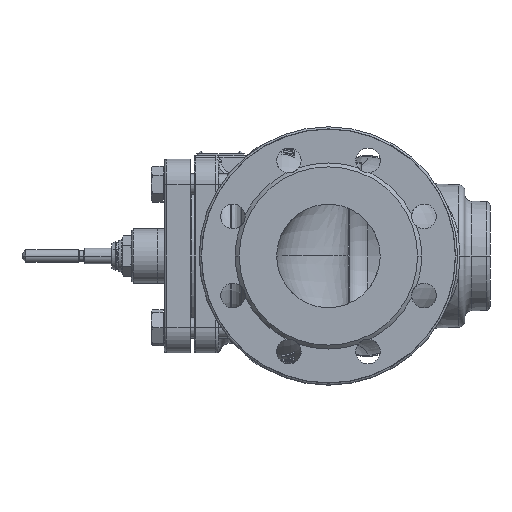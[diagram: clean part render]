
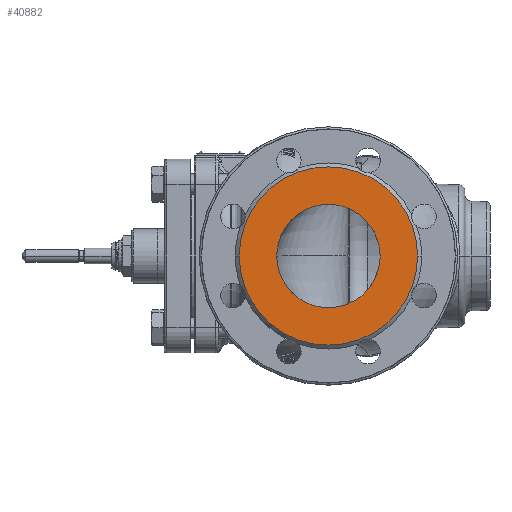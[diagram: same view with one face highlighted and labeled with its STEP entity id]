
A CAD part, left-side view. The second image highlights one B-rep face of the part: STEP entity #40882.
In plain terms, the highlighted planar face has unit normal (-1, 0, 0).
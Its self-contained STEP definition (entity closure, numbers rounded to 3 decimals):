
#5819=CARTESIAN_POINT('',(-155.,-40.,0.));
#5820=CARTESIAN_POINT('',(-155.,-40.,1.309));
#5821=CARTESIAN_POINT('',(-155.,-39.865,
4.044));
#5822=CARTESIAN_POINT('',(-155.,-39.19,
8.443));
#5823=CARTESIAN_POINT('',(-155.,-37.935,12.999));
#5824=CARTESIAN_POINT('',(-155.,-35.438,
19.061));
#5825=CARTESIAN_POINT('',(-155.,-30.818,26.144));
#5826=CARTESIAN_POINT('',(-155.,-23.762,
32.587));
#5827=CARTESIAN_POINT('',(-155.,-16.664,
36.602));
#5828=CARTESIAN_POINT('',(-155.,-11.618,
38.354));
#5829=CARTESIAN_POINT('',(-155.,-8.109,
39.198));
#5830=CARTESIAN_POINT('',(-155.,-5.609,
39.631));
#5831=CARTESIAN_POINT('',(-155.,-3.472,
39.867));
#5832=CARTESIAN_POINT('',(-155.,-1.583,
39.978));
#5833=CARTESIAN_POINT('',(-155.,-0.02,
40.011));
#5834=CARTESIAN_POINT('',(-155.,1.748,39.977));
#5835=CARTESIAN_POINT('',(-155.,3.089,39.886));
#5836=CARTESIAN_POINT('',(-155.,3.764,39.822));
#5838=CARTESIAN_POINT('',(-155.,-40.,0.));
#5948=CARTESIAN_POINT('',(-155.,3.764,39.822));
#5949=CARTESIAN_POINT('',(-155.,5.003,39.705));
#5950=CARTESIAN_POINT('',(-155.,7.5,39.358));
#5951=CARTESIAN_POINT('',(-155.,11.58,38.369));
#5952=CARTESIAN_POINT('',(-155.,15.641,36.896));
#5953=CARTESIAN_POINT('',(-155.,18.089,35.701));
#5954=CARTESIAN_POINT('',(-155.,19.27,35.052));
#5956=CARTESIAN_POINT('',(-155.,3.764,39.822));
#6031=CARTESIAN_POINT('',(-155.,40.,0.));
#6033=CARTESIAN_POINT('',(-155.,19.27,35.052));
#6034=CARTESIAN_POINT('',(-155.,22.422,33.32));
#6035=CARTESIAN_POINT('',(-155.,28.247,29.));
#6036=CARTESIAN_POINT('',(-155.,34.887,20.519));
#6037=CARTESIAN_POINT('',(-155.,39.045,10.653));
#6038=CARTESIAN_POINT('',(-155.,40.,3.56));
#6039=CARTESIAN_POINT('',(-155.,40.,0.));
#6041=CARTESIAN_POINT('',(-155.,19.27,35.052));
#6469=CARTESIAN_POINT('',(-155.,3.764,-39.822));
#6470=CARTESIAN_POINT('',(-155.,3.089,
-39.886));
#6471=CARTESIAN_POINT('',(-155.,1.748,
-39.977));
#6472=CARTESIAN_POINT('',(-155.,-0.02,
-40.011));
#6473=CARTESIAN_POINT('',(-155.,-1.583,
-39.978));
#6474=CARTESIAN_POINT('',(-155.,-3.472,
-39.867));
#6475=CARTESIAN_POINT('',(-155.,-5.609,
-39.631));
#6476=CARTESIAN_POINT('',(-155.,-8.109,
-39.198));
#6477=CARTESIAN_POINT('',(-155.,-11.618,
-38.354));
#6478=CARTESIAN_POINT('',(-155.,-16.664,
-36.602));
#6479=CARTESIAN_POINT('',(-155.,-23.762,
-32.587));
#6480=CARTESIAN_POINT('',(-155.,-30.818,-26.144));
#6481=CARTESIAN_POINT('',(-155.,-35.438,
-19.061));
#6482=CARTESIAN_POINT('',(-155.,-37.935,-12.999));
#6483=CARTESIAN_POINT('',(-155.,-39.19,
-8.443));
#6484=CARTESIAN_POINT('',(-155.,-39.865,
-4.044));
#6485=CARTESIAN_POINT('',(-155.,-40.,-1.309));
#6486=CARTESIAN_POINT('',(-155.,-40.,0.));
#6488=CARTESIAN_POINT('',(-155.,3.764,-39.822));
#6493=CARTESIAN_POINT('',(-155.,19.27,-35.052));
#6494=CARTESIAN_POINT('',(-155.,18.089,-35.701));
#6495=CARTESIAN_POINT('',(-155.,15.641,
-36.896));
#6496=CARTESIAN_POINT('',(-155.,11.58,
-38.369));
#6497=CARTESIAN_POINT('',(-155.,7.5,
-39.358));
#6498=CARTESIAN_POINT('',(-155.,5.003,
-39.705));
#6499=CARTESIAN_POINT('',(-155.,3.764,-39.822));
#6542=CARTESIAN_POINT('',(-155.,0.,0.));
#6543=DIRECTION('',(-1.,0.,0.));
#6544=DIRECTION('',(0.,1.,0.));
#6545=AXIS2_PLACEMENT_3D('',#6542,#6543,#6544);
#16837=CARTESIAN_POINT('',(-155.,0.,0.));
#16838=DIRECTION('',(1.,0.,0.));
#16839=DIRECTION('',(0.,1.,0.));
#16840=AXIS2_PLACEMENT_3D('',#16837,#16838,#16839);
#16971=CARTESIAN_POINT('',(-155.,19.27,-35.052));
#16976=CARTESIAN_POINT('',(-155.,40.,0.));
#16977=CARTESIAN_POINT('',(-155.,40.,-3.56));
#16978=CARTESIAN_POINT('',(-155.,39.045,
-10.653));
#16979=CARTESIAN_POINT('',(-155.,34.887,
-20.519));
#16980=CARTESIAN_POINT('',(-155.,28.247,
-29.));
#16981=CARTESIAN_POINT('',(-155.,22.422,
-33.32));
#16982=CARTESIAN_POINT('',(-155.,19.27,-35.052));
#28576=VERTEX_POINT('',#6488);
#28577=VERTEX_POINT('',#16971);
#28578=VERTEX_POINT('',#6041);
#28579=VERTEX_POINT('',#5956);
#28580=VERTEX_POINT('',#5838);
#28613=VERTEX_POINT('',#6031);
#28622=CARTESIAN_POINT('',(-155.,69.,0.));
#28624=VERTEX_POINT('',#28622);
#28626=CARTESIAN_POINT('',(-155.,-69.,0.));
#28628=VERTEX_POINT('',#28626);
#40862=CARTESIAN_POINT('',(-155.,0.,0.));
#40863=DIRECTION('',(-1.,0.,0.));
#40864=DIRECTION('',(0.,-1.,0.));
#40865=AXIS2_PLACEMENT_3D('',#40862,#40863,#40864);
#40866=PLANE('',#40865);
#40868=ORIENTED_EDGE('',*,*,#40867,.F.);
#40870=ORIENTED_EDGE('',*,*,#40869,.T.);
#40871=EDGE_LOOP('',(#40868,#40870));
#40872=FACE_OUTER_BOUND('',#40871,.F.);
#40874=ORIENTED_EDGE('',*,*,#40873,.T.);
#40875=ORIENTED_EDGE('',*,*,#40850,.T.);
#40876=ORIENTED_EDGE('',*,*,#40528,.T.);
#40877=ORIENTED_EDGE('',*,*,#38165,.T.);
#40878=ORIENTED_EDGE('',*,*,#38507,.T.);
#40879=ORIENTED_EDGE('',*,*,#38838,.T.);
#40880=EDGE_LOOP('',(#40874,#40875,#40876,#40877,#40878,#40879));
#40881=FACE_BOUND('',#40880,.F.);
#40882=ADVANCED_FACE('',(#40872,#40881),#40866,.T.);
#5837=B_SPLINE_CURVE_WITH_KNOTS('',3,(#5819,#5820,#5821,#5822,#5823,#5824,#5825,
#5826,#5827,#5828,#5829,#5830,#5831,#5832,#5833,#5834,#5835,#5836),
.UNSPECIFIED.,.F.,.F.,(4,1,1,1,1,1,1,1,1,1,1,1,1,1,1,4),(0.,0.059,
0.117,0.176,0.235,0.352,
0.47,0.587,0.705,0.764,
0.822,0.881,0.911,0.94,
0.97,1.),.UNSPECIFIED.);
#5955=B_SPLINE_CURVE_WITH_KNOTS('',3,(#5948,#5949,#5950,#5951,#5952,#5953,
#5954),.UNSPECIFIED.,.F.,.F.,(4,1,1,1,4),(0.,0.25,
0.5,0.75,1.),.UNSPECIFIED.);
#6040=B_SPLINE_CURVE_WITH_KNOTS('',3,(#6033,#6034,#6035,#6036,#6037,#6038,
#6039),.UNSPECIFIED.,.F.,.F.,(4,1,1,1,4),(0.,0.25,
0.5,0.75,1.),.UNSPECIFIED.);
#6487=B_SPLINE_CURVE_WITH_KNOTS('',3,(#6469,#6470,#6471,#6472,#6473,#6474,#6475,
#6476,#6477,#6478,#6479,#6480,#6481,#6482,#6483,#6484,#6485,#6486),
.UNSPECIFIED.,.F.,.F.,(4,1,1,1,1,1,1,1,1,1,1,1,1,1,1,4),(0.,0.03,
0.06,0.089,0.119,0.178,
0.236,0.295,0.413,0.53,
0.648,0.765,0.824,0.883,
0.941,1.),.UNSPECIFIED.);
#6500=B_SPLINE_CURVE_WITH_KNOTS('',3,(#6493,#6494,#6495,#6496,#6497,#6498,
#6499),.UNSPECIFIED.,.F.,.F.,(4,1,1,1,4),(0.,0.25,
0.5,0.75,1.),.UNSPECIFIED.);
#6546=CIRCLE('',#6545,69.);
#16841=CIRCLE('',#16840,69.);
#16983=B_SPLINE_CURVE_WITH_KNOTS('',3,(#16976,#16977,#16978,#16979,#16980,
#16981,#16982),.UNSPECIFIED.,.F.,.F.,(4,1,1,1,4),(0.,0.25,
0.5,0.75,1.),.UNSPECIFIED.);
#38165=EDGE_CURVE('',#28580,#28579,#5837,.T.);
#38507=EDGE_CURVE('',#28579,#28578,#5955,.T.);
#38838=EDGE_CURVE('',#28578,#28613,#6040,.T.);
#40528=EDGE_CURVE('',#28576,#28580,#6487,.T.);
#40850=EDGE_CURVE('',#28577,#28576,#6500,.T.);
#40867=EDGE_CURVE('',#28624,#28628,#6546,.T.);
#40869=EDGE_CURVE('',#28624,#28628,#16841,.T.);
#40873=EDGE_CURVE('',#28613,#28577,#16983,.T.);
